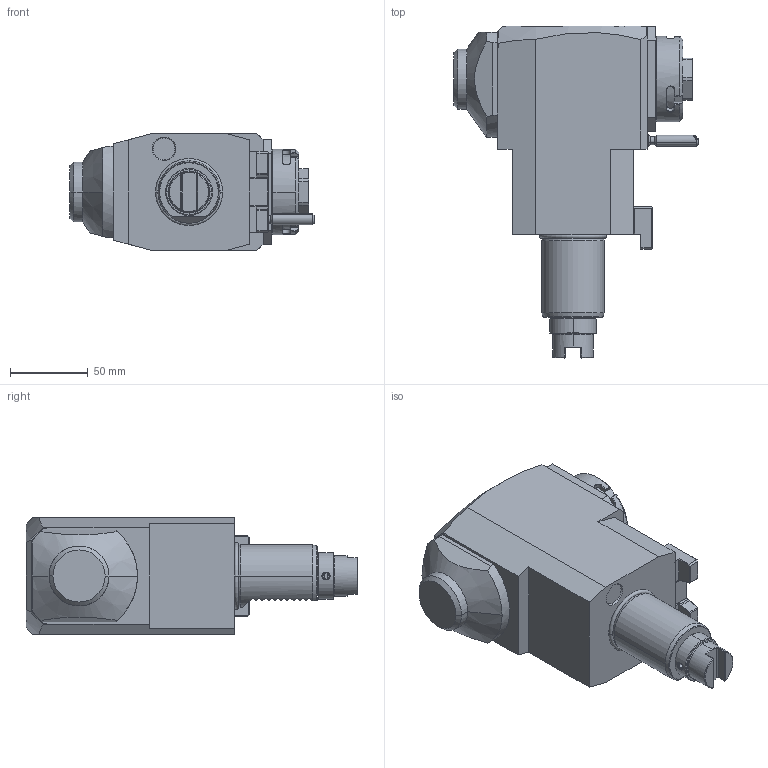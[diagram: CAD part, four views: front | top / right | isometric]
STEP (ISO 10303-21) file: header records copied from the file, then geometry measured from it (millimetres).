
FILE_DESCRIPTION((''),'2;1');
FILE_NAME('NGT1_40_265_25_3_1_100T','2024-10-25T',('vali'),('NOVA GRUP'),'PRO/ENGINEER BY PARAMETRIC TECHNOLOGY CORPORATION, 2010280','PRO/ENGINEER BY PARAMETRIC TECHNOLOGY CORPORATION, 2010280','');
FILE_SCHEMA(('CONFIG_CONTROL_DESIGN'));
Length unit declared in the file: millimetre
Products named in the file (1): NGT1_40_265_25_3_1_100T
Bounding box: 156.83 x 213 x 75 mm (x, y, z)
Volume: 1087997 mm3; surface area: 77891.7 mm2
Topology: 1 solids, 1 shells, 339 faces, 871 edges, 550 vertices
Faces by surface type: plane 204, cylinder 71, cone 45, bspline 10, torus 7, sphere 2
Entity records: 12900 total; most frequent: CARTESIAN_POINT 4928, ORIENTED_EDGE 1742, DIRECTION 1498, EDGE_CURVE 871, VERTEX_POINT 550, VECTOR 514, LINE 514, AXIS2_PLACEMENT_3D 492
